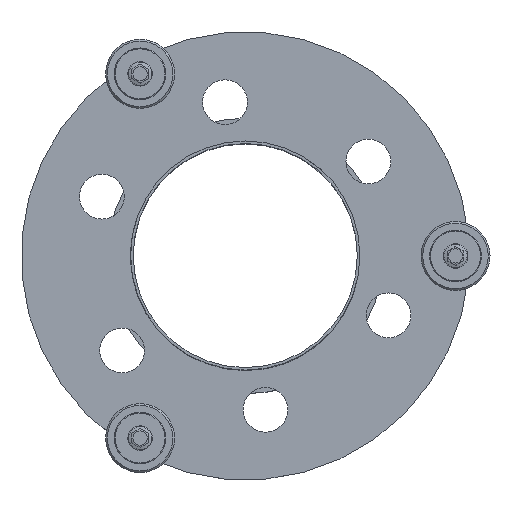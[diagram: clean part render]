
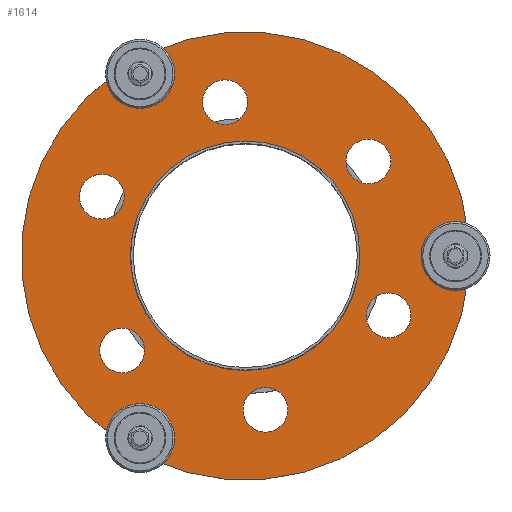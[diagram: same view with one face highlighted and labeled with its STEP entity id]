
A CAD part, top view. The second image highlights one B-rep face of the part: STEP entity #1614.
In plain terms, the highlighted planar face has unit normal (0, 0, 1).
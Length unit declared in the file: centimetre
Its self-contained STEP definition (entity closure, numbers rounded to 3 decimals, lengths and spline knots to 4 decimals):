
#169=LINE('',#2763,#279);
#174=LINE('',#2776,#284);
#178=LINE('',#2788,#288);
#181=LINE('',#2796,#291);
#186=LINE('',#2809,#296);
#190=LINE('',#2821,#300);
#193=LINE('',#2829,#303);
#198=LINE('',#2842,#308);
#202=LINE('',#2854,#312);
#279=VECTOR('',#2186,1.);
#284=VECTOR('',#2199,1.);
#288=VECTOR('',#2211,1.);
#291=VECTOR('',#2216,1.);
#296=VECTOR('',#2229,1.);
#300=VECTOR('',#2241,1.);
#303=VECTOR('',#2246,1.);
#308=VECTOR('',#2259,1.);
#312=VECTOR('',#2271,1.);
#357=FACE_BOUND('',#556,.T.);
#358=FACE_BOUND('',#557,.T.);
#359=FACE_BOUND('',#558,.T.);
#360=FACE_BOUND('',#559,.T.);
#361=FACE_BOUND('',#560,.T.);
#362=FACE_BOUND('',#561,.T.);
#363=FACE_BOUND('',#562,.T.);
#451=FACE_OUTER_BOUND('',#555,.T.);
#555=EDGE_LOOP('',(#1408,#1409,#1410,#1411,#1412,#1413,#1414,#1415,#1416,
#1417,#1418,#1419,#1420,#1421,#1422,#1423,#1424,#1425));
#556=EDGE_LOOP('',(#1426));
#557=EDGE_LOOP('',(#1427));
#558=EDGE_LOOP('',(#1428));
#559=EDGE_LOOP('',(#1429));
#560=EDGE_LOOP('',(#1430));
#561=EDGE_LOOP('',(#1431));
#562=EDGE_LOOP('',(#1432));
#651=CIRCLE('',#1775,2.);
#653=CIRCLE('',#1779,2.);
#655=CIRCLE('',#1784,2.);
#657=CIRCLE('',#1788,2.);
#659=CIRCLE('',#1793,2.);
#661=CIRCLE('',#1797,2.);
#662=CIRCLE('',#1800,130.);
#664=CIRCLE('',#1803,130.);
#665=CIRCLE('',#1804,130.);
#666=CIRCLE('',#1805,65.);
#667=CIRCLE('',#1806,13.);
#668=CIRCLE('',#1807,13.);
#669=CIRCLE('',#1808,13.);
#670=CIRCLE('',#1809,13.);
#671=CIRCLE('',#1810,13.);
#672=CIRCLE('',#1811,13.);
#777=VERTEX_POINT('',#2760);
#778=VERTEX_POINT('',#2762);
#780=VERTEX_POINT('',#2768);
#782=VERTEX_POINT('',#2774);
#784=VERTEX_POINT('',#2780);
#786=VERTEX_POINT('',#2786);
#789=VERTEX_POINT('',#2793);
#790=VERTEX_POINT('',#2795);
#792=VERTEX_POINT('',#2801);
#794=VERTEX_POINT('',#2807);
#796=VERTEX_POINT('',#2813);
#798=VERTEX_POINT('',#2819);
#801=VERTEX_POINT('',#2826);
#802=VERTEX_POINT('',#2828);
#804=VERTEX_POINT('',#2834);
#806=VERTEX_POINT('',#2840);
#808=VERTEX_POINT('',#2846);
#810=VERTEX_POINT('',#2852);
#811=VERTEX_POINT('',#2861);
#812=VERTEX_POINT('',#2863);
#813=VERTEX_POINT('',#2865);
#814=VERTEX_POINT('',#2867);
#815=VERTEX_POINT('',#2869);
#816=VERTEX_POINT('',#2871);
#817=VERTEX_POINT('',#2873);
#975=EDGE_CURVE('',#778,#777,#169,.T.);
#979=EDGE_CURVE('',#777,#780,#651,.T.);
#982=EDGE_CURVE('',#780,#782,#174,.T.);
#985=EDGE_CURVE('',#782,#784,#653,.T.);
#988=EDGE_CURVE('',#784,#786,#178,.T.);
#991=EDGE_CURVE('',#790,#789,#181,.T.);
#995=EDGE_CURVE('',#789,#792,#655,.T.);
#998=EDGE_CURVE('',#792,#794,#186,.T.);
#1001=EDGE_CURVE('',#794,#796,#657,.T.);
#1004=EDGE_CURVE('',#796,#798,#190,.T.);
#1007=EDGE_CURVE('',#802,#801,#193,.T.);
#1011=EDGE_CURVE('',#801,#804,#659,.T.);
#1014=EDGE_CURVE('',#804,#806,#198,.T.);
#1017=EDGE_CURVE('',#806,#808,#661,.T.);
#1020=EDGE_CURVE('',#808,#810,#202,.T.);
#1021=EDGE_CURVE('',#778,#798,#662,.T.);
#1023=EDGE_CURVE('',#802,#786,#664,.T.);
#1024=EDGE_CURVE('',#790,#810,#665,.T.);
#1025=EDGE_CURVE('',#811,#811,#666,.T.);
#1026=EDGE_CURVE('',#812,#812,#667,.T.);
#1027=EDGE_CURVE('',#813,#813,#668,.T.);
#1028=EDGE_CURVE('',#814,#814,#669,.T.);
#1029=EDGE_CURVE('',#815,#815,#670,.T.);
#1030=EDGE_CURVE('',#816,#816,#671,.T.);
#1031=EDGE_CURVE('',#817,#817,#672,.T.);
#1408=ORIENTED_EDGE('',*,*,#975,.T.);
#1409=ORIENTED_EDGE('',*,*,#979,.T.);
#1410=ORIENTED_EDGE('',*,*,#982,.T.);
#1411=ORIENTED_EDGE('',*,*,#985,.T.);
#1412=ORIENTED_EDGE('',*,*,#988,.T.);
#1413=ORIENTED_EDGE('',*,*,#1023,.F.);
#1414=ORIENTED_EDGE('',*,*,#1007,.T.);
#1415=ORIENTED_EDGE('',*,*,#1011,.T.);
#1416=ORIENTED_EDGE('',*,*,#1014,.T.);
#1417=ORIENTED_EDGE('',*,*,#1017,.T.);
#1418=ORIENTED_EDGE('',*,*,#1020,.T.);
#1419=ORIENTED_EDGE('',*,*,#1024,.F.);
#1420=ORIENTED_EDGE('',*,*,#991,.T.);
#1421=ORIENTED_EDGE('',*,*,#995,.T.);
#1422=ORIENTED_EDGE('',*,*,#998,.T.);
#1423=ORIENTED_EDGE('',*,*,#1001,.T.);
#1424=ORIENTED_EDGE('',*,*,#1004,.T.);
#1425=ORIENTED_EDGE('',*,*,#1021,.F.);
#1426=ORIENTED_EDGE('',*,*,#1025,.F.);
#1427=ORIENTED_EDGE('',*,*,#1026,.T.);
#1428=ORIENTED_EDGE('',*,*,#1027,.T.);
#1429=ORIENTED_EDGE('',*,*,#1028,.T.);
#1430=ORIENTED_EDGE('',*,*,#1029,.T.);
#1431=ORIENTED_EDGE('',*,*,#1030,.T.);
#1432=ORIENTED_EDGE('',*,*,#1031,.T.);
#1532=PLANE('',#1802);
#1614=ADVANCED_FACE('',(#451,#357,#358,#359,#360,#361,#362,#363),#1532,
 .T.);
#1775=AXIS2_PLACEMENT_3D('',#2770,#2193,#2194);
#1779=AXIS2_PLACEMENT_3D('',#2782,#2205,#2206);
#1784=AXIS2_PLACEMENT_3D('',#2803,#2223,#2224);
#1788=AXIS2_PLACEMENT_3D('',#2815,#2235,#2236);
#1793=AXIS2_PLACEMENT_3D('',#2836,#2253,#2254);
#1797=AXIS2_PLACEMENT_3D('',#2848,#2265,#2266);
#1800=AXIS2_PLACEMENT_3D('',#2856,#2274,#2275);
#1802=AXIS2_PLACEMENT_3D('',#2858,#2278,#2279);
#1803=AXIS2_PLACEMENT_3D('',#2859,#2280,#2281);
#1804=AXIS2_PLACEMENT_3D('',#2860,#2282,#2283);
#1805=AXIS2_PLACEMENT_3D('',#2862,#2284,#2285);
#1806=AXIS2_PLACEMENT_3D('',#2864,#2286,#2287);
#1807=AXIS2_PLACEMENT_3D('',#2866,#2288,#2289);
#1808=AXIS2_PLACEMENT_3D('',#2868,#2290,#2291);
#1809=AXIS2_PLACEMENT_3D('',#2870,#2292,#2293);
#1810=AXIS2_PLACEMENT_3D('',#2872,#2294,#2295);
#1811=AXIS2_PLACEMENT_3D('',#2874,#2296,#2297);
#2186=DIRECTION('',(0.5,-0.866,0.));
#2193=DIRECTION('center_axis',(0.,0.,-1.));
#2194=DIRECTION('ref_axis',(0.5,-0.866,0.));
#2199=DIRECTION('',(-0.866,-0.5,0.));
#2205=DIRECTION('center_axis',(0.,0.,-1.));
#2206=DIRECTION('ref_axis',(-0.866,-0.5,0.));
#2211=DIRECTION('',(-0.5,0.866,0.));
#2216=DIRECTION('',(-1.,0.,0.));
#2223=DIRECTION('center_axis',(0.,0.,-1.));
#2224=DIRECTION('ref_axis',(-1.,0.,0.));
#2229=DIRECTION('',(0.,1.,0.));
#2235=DIRECTION('center_axis',(0.,0.,-1.));
#2236=DIRECTION('ref_axis',(0.,1.,0.));
#2241=DIRECTION('',(1.,0.,0.));
#2246=DIRECTION('',(0.5,0.866,0.));
#2253=DIRECTION('center_axis',(0.,0.,-1.));
#2254=DIRECTION('ref_axis',(0.5,0.866,0.));
#2259=DIRECTION('',(0.866,-0.5,0.));
#2265=DIRECTION('center_axis',(0.,0.,-1.));
#2266=DIRECTION('ref_axis',(0.866,-0.5,0.));
#2271=DIRECTION('',(-0.5,-0.866,0.));
#2274=DIRECTION('center_axis',(0.,0.,
-1.));
#2275=DIRECTION('ref_axis',(-0.866,0.5,0.));
#2278=DIRECTION('center_axis',(0.,0.,1.));
#2279=DIRECTION('ref_axis',(-1.,0.,0.));
#2280=DIRECTION('center_axis',(0.,0.,
-1.));
#2281=DIRECTION('ref_axis',(-0.866,0.5,0.));
#2282=DIRECTION('center_axis',(0.,0.,
-1.));
#2283=DIRECTION('ref_axis',(-0.866,0.5,0.));
#2284=DIRECTION('center_axis',(0.,0.,
1.));
#2285=DIRECTION('ref_axis',(-0.866,0.5,0.));
#2286=DIRECTION('center_axis',(0.,0.,-1.));
#2287=DIRECTION('ref_axis',(1.,0.,0.));
#2288=DIRECTION('center_axis',(0.,0.,-1.));
#2289=DIRECTION('ref_axis',(1.,0.,0.));
#2290=DIRECTION('center_axis',(0.,0.,-1.));
#2291=DIRECTION('ref_axis',(1.,0.,0.));
#2292=DIRECTION('center_axis',(0.,0.,-1.));
#2293=DIRECTION('ref_axis',(1.,0.,0.));
#2294=DIRECTION('center_axis',(0.,0.,-1.));
#2295=DIRECTION('ref_axis',(1.,0.,0.));
#2296=DIRECTION('center_axis',(0.,0.,-1.));
#2297=DIRECTION('ref_axis',(1.,0.,0.));
#2760=CARTESIAN_POINT('',(-46.0407,102.7448,14.));
#2762=CARTESIAN_POINT('',(-54.7859,117.8919,14.));
#2763=CARTESIAN_POINT('',(-38.0675,88.9349,14.));
#2768=CARTESIAN_POINT('',(-46.7728,100.0128,14.));
#2770=CARTESIAN_POINT('Origin',(-47.7728,101.7448,14.));
#2774=CARTESIAN_POINT('',(-63.2272,90.5128,14.));
#2776=CARTESIAN_POINT('',(-39.0868,104.4503,14.));
#2780=CARTESIAN_POINT('',(-65.9593,91.2448,14.));
#2782=CARTESIAN_POINT('Origin',(-64.2272,92.2448,14.));
#2786=CARTESIAN_POINT('',(-74.7045,106.3919,14.));
#2788=CARTESIAN_POINT('',(-62.9861,86.0952,14.));
#2793=CARTESIAN_POINT('',(112.,-11.5,14.));
#2795=CARTESIAN_POINT('',(129.4903,-11.5,14.));
#2796=CARTESIAN_POINT('',(56.,-11.5,14.));
#2801=CARTESIAN_POINT('',(110.,-9.5,14.));
#2803=CARTESIAN_POINT('Origin',(112.,-9.5,14.));
#2807=CARTESIAN_POINT('',(110.,9.5,14.));
#2809=CARTESIAN_POINT('',(110.,51.,14.));
#2813=CARTESIAN_POINT('',(112.,11.5,14.));
#2815=CARTESIAN_POINT('Origin',(112.,9.5,14.));
#2819=CARTESIAN_POINT('',(129.4903,11.5,14.));
#2821=CARTESIAN_POINT('',(66.,11.5,14.));
#2826=CARTESIAN_POINT('',(-65.9593,-91.2448,14.));
#2828=CARTESIAN_POINT('',(-74.7045,-106.3919,14.));
#2829=CARTESIAN_POINT('',(-17.9325,-8.0599,14.));
#2834=CARTESIAN_POINT('',(-63.2272,-90.5128,14.));
#2836=CARTESIAN_POINT('Origin',(-64.2272,-92.2448,14.));
#2840=CARTESIAN_POINT('',(-46.7728,-100.0128,14.));
#2842=CARTESIAN_POINT('',(-70.9132,-86.0753,14.));
#2846=CARTESIAN_POINT('',(-46.0407,-102.7448,14.));
#2848=CARTESIAN_POINT('Origin',(-47.7728,-101.7448,14.));
#2852=CARTESIAN_POINT('',(-54.7859,-117.8919,14.));
#2854=CARTESIAN_POINT('',(-3.0139,-28.2202,14.));
#2856=CARTESIAN_POINT('Origin',(0.,0.,
14.));
#2858=CARTESIAN_POINT('Origin',(0.,92.5,
14.));
#2859=CARTESIAN_POINT('Origin',(0.,0.,
14.));
#2860=CARTESIAN_POINT('Origin',(0.,0.,
14.));
#2861=CARTESIAN_POINT('',(32.5,56.2917,14.));
#2862=CARTESIAN_POINT('Origin',(0.,0.,
14.));
#2863=CARTESIAN_POINT('',(-24.7474,89.23,14.));
#2864=CARTESIAN_POINT('Origin',(-11.7474,89.23,14.));
#2865=CARTESIAN_POINT('',(-96.1492,34.4415,14.));
#2866=CARTESIAN_POINT('Origin',(-83.1492,34.4415,14.));
#2867=CARTESIAN_POINT('',(-1.2526,-89.23,14.));
#2868=CARTESIAN_POINT('Origin',(11.7474,-89.23,14.));
#2869=CARTESIAN_POINT('',(58.4018,54.7885,14.));
#2870=CARTESIAN_POINT('Origin',(71.4018,54.7885,14.));
#2871=CARTESIAN_POINT('',(70.1492,-34.4415,14.));
#2872=CARTESIAN_POINT('Origin',(83.1492,-34.4415,14.));
#2873=CARTESIAN_POINT('',(-84.4018,-54.7885,14.));
#2874=CARTESIAN_POINT('Origin',(-71.4018,-54.7885,14.));
